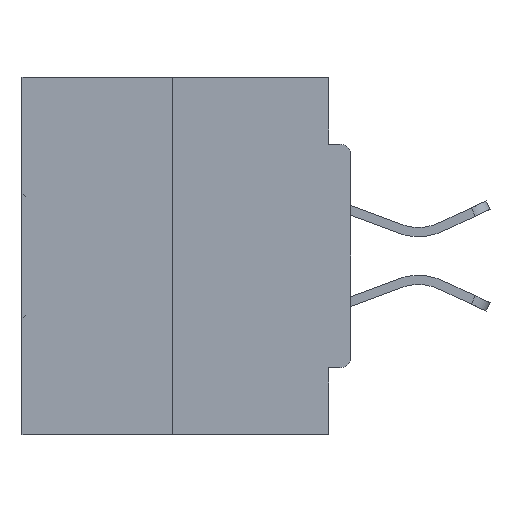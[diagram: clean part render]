
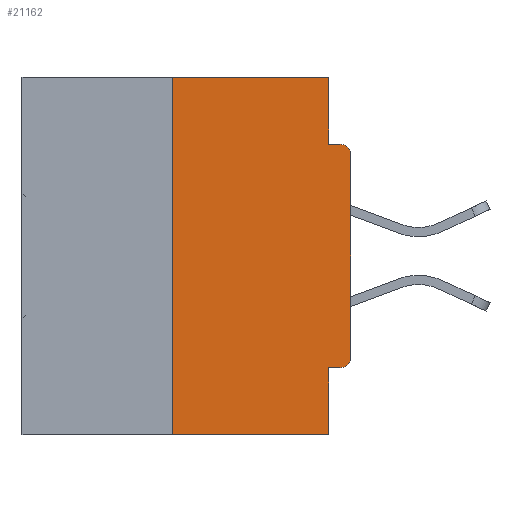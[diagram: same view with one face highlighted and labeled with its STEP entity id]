
A CAD part, left-side view. The second image highlights one B-rep face of the part: STEP entity #21162.
In plain terms, the highlighted planar face has unit normal (-1, 0, 0).
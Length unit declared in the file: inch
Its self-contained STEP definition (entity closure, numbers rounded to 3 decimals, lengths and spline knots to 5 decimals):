
#1082 = CARTESIAN_POINT ( 'NONE',  ( 0., 0.015, -0.3915 ) ) ;
#1111 = VECTOR ( 'NONE', #26183, 39.37008 ) ;
#1662 = ORIENTED_EDGE ( 'NONE', *, *, #26237, .T. ) ;
#1681 = CARTESIAN_POINT ( 'NONE',  ( 0., 0.031, -0.5 ) ) ;
#3560 = DIRECTION ( 'NONE',  ( 0., -1., 0. ) ) ;
#4175 = VECTOR ( 'NONE', #38778, 39.37008 ) ;
#4908 = CARTESIAN_POINT ( 'NONE',  ( 0., 0.46, -0.5 ) ) ;
#5032 = PLANE ( 'NONE',  #41878 ) ;
#5420 = ORIENTED_EDGE ( 'NONE', *, *, #39618, .F. ) ;
#5650 = LINE ( 'NONE', #4908, #34265 ) ;
#5811 = CARTESIAN_POINT ( 'NONE',  ( 0., 0.031, -0.4065 ) ) ;
#7637 = VECTOR ( 'NONE', #18300, 39.37008 ) ;
#7915 = VERTEX_POINT ( 'NONE', #27634 ) ;
#8720 = VERTEX_POINT ( 'NONE', #37361 ) ;
#8841 = LINE ( 'NONE', #22166, #4175 ) ;
#9202 = EDGE_CURVE ( 'NONE', #8720, #7915, #11587, .T. ) ;
#9445 = CARTESIAN_POINT ( 'NONE',  ( 0., 0., -0.4065 ) ) ;
#10749 = CIRCLE ( 'NONE', #34881, 0.015 ) ;
#10755 = LINE ( 'NONE', #1681, #7637 ) ;
#10984 = DIRECTION ( 'NONE',  ( 0., -1., 0. ) ) ;
#11040 = CARTESIAN_POINT ( 'NONE',  ( 0., 0.46, 0. ) ) ;
#11587 = LINE ( 'NONE', #17129, #16238 ) ;
#12185 = CIRCLE ( 'NONE', #42656, 0.015 ) ;
#12529 = LINE ( 'NONE', #16050, #1111 ) ;
#12724 = ORIENTED_EDGE ( 'NONE', *, *, #25902, .F. ) ;
#13193 = EDGE_CURVE ( 'NONE', #27842, #37657, #38591, .T. ) ;
#13896 = DIRECTION ( 'NONE',  ( 0., 0., 1. ) ) ;
#14118 = ORIENTED_EDGE ( 'NONE', *, *, #9202, .F. ) ;
#14630 = VERTEX_POINT ( 'NONE', #20375 ) ;
#15189 = CARTESIAN_POINT ( 'NONE',  ( 0., 0.031, 0. ) ) ;
#15770 = ORIENTED_EDGE ( 'NONE', *, *, #38668, .F. ) ;
#16050 = CARTESIAN_POINT ( 'NONE',  ( 0., 0., 0. ) ) ;
#16238 = VECTOR ( 'NONE', #3560, 39.37008 ) ;
#16895 = VERTEX_POINT ( 'NONE', #18152 ) ;
#17129 = CARTESIAN_POINT ( 'NONE',  ( 0., 0., -0.0935 ) ) ;
#17774 = VERTEX_POINT ( 'NONE', #5811 ) ;
#18134 = LINE ( 'NONE', #27975, #23329 ) ;
#18152 = CARTESIAN_POINT ( 'NONE',  ( 0., 0.031, -0.5 ) ) ;
#18300 = DIRECTION ( 'NONE',  ( 0., 0., -1. ) ) ;
#18446 = DIRECTION ( 'NONE',  ( 0., 0., -1. ) ) ;
#18555 = ORIENTED_EDGE ( 'NONE', *, *, #30013, .F. ) ;
#20375 = CARTESIAN_POINT ( 'NONE',  ( 0., 0.015, -0.4065 ) ) ;
#20481 = VECTOR ( 'NONE', #13896, 39.37008 ) ;
#21162 = ADVANCED_FACE ( 'NONE', ( #36444 ), #5032, .F. ) ;
#22166 = CARTESIAN_POINT ( 'NONE',  ( 0., 0.031, 0. ) ) ;
#22570 = ORIENTED_EDGE ( 'NONE', *, *, #13193, .F. ) ;
#22828 = DIRECTION ( 'NONE',  ( 0., 1., 0. ) ) ;
#23329 = VECTOR ( 'NONE', #10984, 39.37008 ) ;
#23803 = CARTESIAN_POINT ( 'NONE',  ( 0., 0.25, -0.5 ) ) ;
#25902 = EDGE_CURVE ( 'NONE', #14630, #17774, #37509, .T. ) ;
#26164 = VERTEX_POINT ( 'NONE', #15189 ) ;
#26183 = DIRECTION ( 'NONE',  ( 0., 0., 1. ) ) ;
#26237 = EDGE_CURVE ( 'NONE', #40783, #28326, #12529, .T. ) ;
#26641 = CARTESIAN_POINT ( 'NONE',  ( 0., 0.25, 0. ) ) ;
#26965 = CARTESIAN_POINT ( 'NONE',  ( 0., 0.25, 0. ) ) ;
#27634 = CARTESIAN_POINT ( 'NONE',  ( 0., 0.015, -0.0935 ) ) ;
#27842 = VERTEX_POINT ( 'NONE', #23803 ) ;
#27975 = CARTESIAN_POINT ( 'NONE',  ( 0., 0.46, 0. ) ) ;
#28129 = DIRECTION ( 'NONE',  ( 0., 0., -1. ) ) ;
#28165 = DIRECTION ( 'NONE',  ( 0., -1., 0. ) ) ;
#28326 = VERTEX_POINT ( 'NONE', #32338 ) ;
#30013 = EDGE_CURVE ( 'NONE', #17774, #16895, #10755, .T. ) ;
#30221 = EDGE_LOOP ( 'NONE', ( #5420, #22570, #30604, #18555, #12724, #39538, #1662, #38070, #14118, #15770 ) ) ;
#30604 = ORIENTED_EDGE ( 'NONE', *, *, #32205, .T. ) ;
#31767 = DIRECTION ( 'NONE',  ( -1., 0., 0. ) ) ;
#32205 = EDGE_CURVE ( 'NONE', #27842, #16895, #5650, .T. ) ;
#32338 = CARTESIAN_POINT ( 'NONE',  ( 0., 0., -0.1085 ) ) ;
#34237 = DIRECTION ( 'NONE',  ( 1., 0., 0. ) ) ;
#34265 = VECTOR ( 'NONE', #28165, 39.37008 ) ;
#34881 = AXIS2_PLACEMENT_3D ( 'NONE', #1082, #41173, #28129 ) ;
#36444 = FACE_OUTER_BOUND ( 'NONE', #30221, .T. ) ;
#37361 = CARTESIAN_POINT ( 'NONE',  ( 0., 0.031, -0.0935 ) ) ;
#37509 = LINE ( 'NONE', #9445, #42662 ) ;
#37657 = VERTEX_POINT ( 'NONE', #26641 ) ;
#38070 = ORIENTED_EDGE ( 'NONE', *, *, #41875, .T. ) ;
#38238 = CARTESIAN_POINT ( 'NONE',  ( 0., 0., -0.3915 ) ) ;
#38591 = LINE ( 'NONE', #26965, #20481 ) ;
#38668 = EDGE_CURVE ( 'NONE', #26164, #8720, #8841, .T. ) ;
#38778 = DIRECTION ( 'NONE',  ( 0., 0., -1. ) ) ;
#39538 = ORIENTED_EDGE ( 'NONE', *, *, #40652, .T. ) ;
#39618 = EDGE_CURVE ( 'NONE', #37657, #26164, #18134, .T. ) ;
#40652 = EDGE_CURVE ( 'NONE', #14630, #40783, #10749, .T. ) ;
#40783 = VERTEX_POINT ( 'NONE', #38238 ) ;
#41173 = DIRECTION ( 'NONE',  ( -1., 0., 0. ) ) ;
#41486 = DIRECTION ( 'NONE',  ( 0., 0., -1. ) ) ;
#41784 = CARTESIAN_POINT ( 'NONE',  ( 0., 0.015, -0.1085 ) ) ;
#41875 = EDGE_CURVE ( 'NONE', #28326, #7915, #12185, .T. ) ;
#41878 = AXIS2_PLACEMENT_3D ( 'NONE', #11040, #34237, #41486 ) ;
#42656 = AXIS2_PLACEMENT_3D ( 'NONE', #41784, #31767, #18446 ) ;
#42662 = VECTOR ( 'NONE', #22828, 39.37008 ) ;
